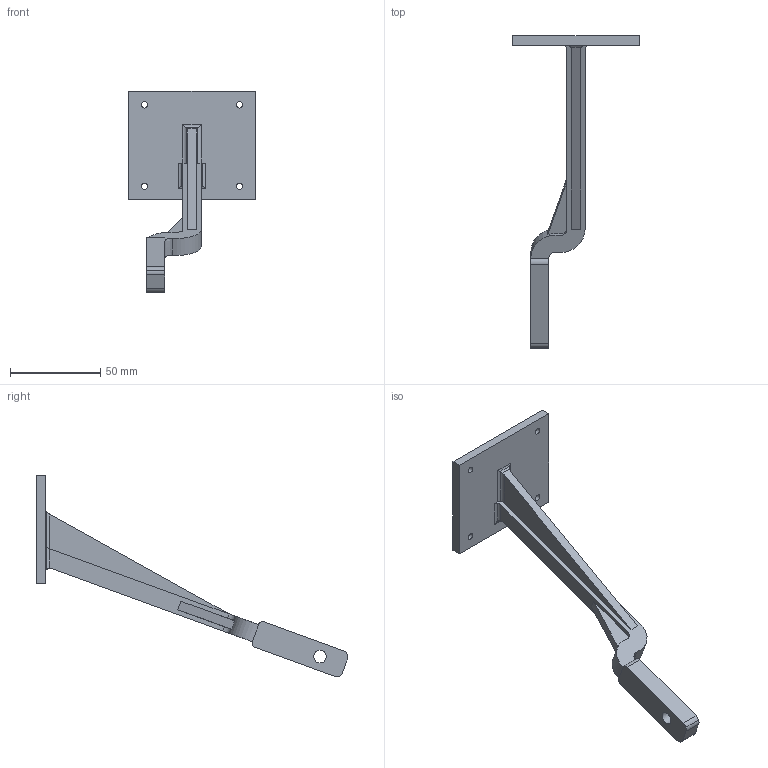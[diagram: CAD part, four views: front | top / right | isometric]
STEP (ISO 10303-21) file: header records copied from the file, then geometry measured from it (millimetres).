
FILE_DESCRIPTION(('HOOPS Exchange Step'),'2;1');
FILE_NAME('NoseGear_V3.stp','2026-02-09T17:11:04+00:00',('jdovalro'),('Unknown organisation'),'HOOPS Exchange 2025.2','HOOPS Exchange','Unknown authorisation');
FILE_SCHEMA( ('AUTOMOTIVE_DESIGN { 1 0 10303 214 1 1 1 1 }') );
Length unit declared in the file: millimetre
Products named in the file (4): NoseGear; 2025-11-13-16-19-32-564; NoseGear_V2
Assembly tree (3 placements, depth 3):
  NoseGear
    NoseGear
    NoseGear_V2
      2025-11-13-16-19-32-564
Bounding box: 70 x 172.45 x 111.41 mm (x, y, z)
Surface area: 20249.6 mm2 (no closed solid volume)
Topology: 0 solids, 1 shells, 49 faces, 140 edges, 94 vertices
Faces by surface type: cylinder 27, plane 21, bspline 1
Full cylindrical faces by diameter (mm): 3.5 x4, 7 x1
Entity records: 1892 total; most frequent: CARTESIAN_POINT 450, DIRECTION 303, ORIENTED_EDGE 280, EDGE_CURVE 140, AXIS2_PLACEMENT_3D 114, VERTEX_POINT 94, VECTOR 75, LINE 75
